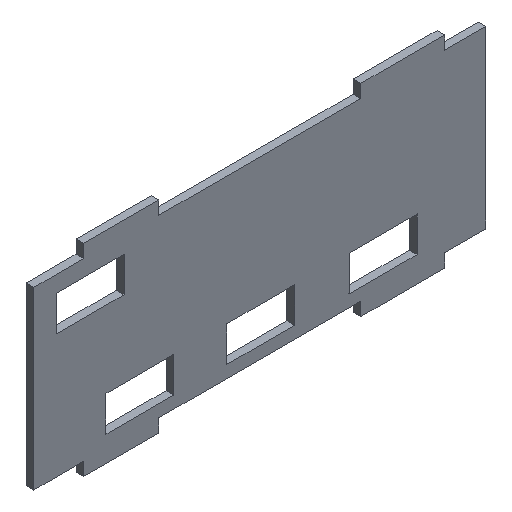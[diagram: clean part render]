
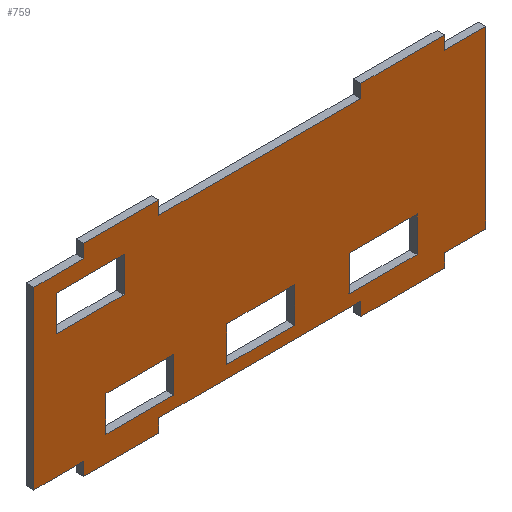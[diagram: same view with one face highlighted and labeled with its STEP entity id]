
A CAD part, isometric view. The second image highlights one B-rep face of the part: STEP entity #759.
In plain terms, the highlighted planar face has unit normal (0, -1, 0).
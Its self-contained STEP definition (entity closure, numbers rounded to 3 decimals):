
#19=FACE_BOUND('',#68,.T.);
#20=FACE_BOUND('',#69,.T.);
#21=FACE_BOUND('',#70,.T.);
#22=FACE_BOUND('',#71,.T.);
#25=FACE_OUTER_BOUND('',#67,.T.);
#67=EDGE_LOOP('',(#543,#544,#545,#546,#547,#548,#549,#550,#551,#552,#553,
#554,#555,#556,#557,#558,#559,#560,#561,#562));
#68=EDGE_LOOP('',(#563,#564,#565,#566));
#69=EDGE_LOOP('',(#567,#568,#569,#570));
#70=EDGE_LOOP('',(#571,#572,#573,#574));
#71=EDGE_LOOP('',(#575,#576,#577,#578));
#143=LINE('',#1110,#251);
#146=LINE('',#1115,#254);
#147=LINE('',#1117,#255);
#148=LINE('',#1119,#256);
#149=LINE('',#1121,#257);
#150=LINE('',#1123,#258);
#151=LINE('',#1125,#259);
#152=LINE('',#1127,#260);
#153=LINE('',#1129,#261);
#154=LINE('',#1131,#262);
#155=LINE('',#1133,#263);
#156=LINE('',#1135,#264);
#157=LINE('',#1137,#265);
#158=LINE('',#1139,#266);
#159=LINE('',#1141,#267);
#160=LINE('',#1143,#268);
#161=LINE('',#1145,#269);
#162=LINE('',#1147,#270);
#163=LINE('',#1149,#271);
#164=LINE('',#1150,#272);
#165=LINE('',#1153,#273);
#166=LINE('',#1155,#274);
#167=LINE('',#1157,#275);
#168=LINE('',#1158,#276);
#169=LINE('',#1161,#277);
#170=LINE('',#1163,#278);
#171=LINE('',#1165,#279);
#172=LINE('',#1166,#280);
#173=LINE('',#1169,#281);
#174=LINE('',#1171,#282);
#175=LINE('',#1173,#283);
#176=LINE('',#1174,#284);
#177=LINE('',#1177,#285);
#178=LINE('',#1179,#286);
#179=LINE('',#1181,#287);
#180=LINE('',#1182,#288);
#251=VECTOR('',#889,1.);
#254=VECTOR('',#894,1.);
#255=VECTOR('',#895,1.);
#256=VECTOR('',#896,1.);
#257=VECTOR('',#897,1.);
#258=VECTOR('',#898,1.);
#259=VECTOR('',#899,1.);
#260=VECTOR('',#900,1.);
#261=VECTOR('',#901,1.);
#262=VECTOR('',#902,1.);
#263=VECTOR('',#903,1.);
#264=VECTOR('',#904,1.);
#265=VECTOR('',#905,1.);
#266=VECTOR('',#906,1.);
#267=VECTOR('',#907,1.);
#268=VECTOR('',#908,1.);
#269=VECTOR('',#909,1.);
#270=VECTOR('',#910,1.);
#271=VECTOR('',#911,1.);
#272=VECTOR('',#912,1.);
#273=VECTOR('',#913,1.);
#274=VECTOR('',#914,1.);
#275=VECTOR('',#915,1.);
#276=VECTOR('',#916,1.);
#277=VECTOR('',#917,1.);
#278=VECTOR('',#918,1.);
#279=VECTOR('',#919,1.);
#280=VECTOR('',#920,1.);
#281=VECTOR('',#921,1.);
#282=VECTOR('',#922,1.);
#283=VECTOR('',#923,1.);
#284=VECTOR('',#924,1.);
#285=VECTOR('',#925,1.);
#286=VECTOR('',#926,1.);
#287=VECTOR('',#927,1.);
#288=VECTOR('',#928,1.);
#359=VERTEX_POINT('',#1108);
#360=VERTEX_POINT('',#1109);
#361=VERTEX_POINT('',#1114);
#362=VERTEX_POINT('',#1116);
#363=VERTEX_POINT('',#1118);
#364=VERTEX_POINT('',#1120);
#365=VERTEX_POINT('',#1122);
#366=VERTEX_POINT('',#1124);
#367=VERTEX_POINT('',#1126);
#368=VERTEX_POINT('',#1128);
#369=VERTEX_POINT('',#1130);
#370=VERTEX_POINT('',#1132);
#371=VERTEX_POINT('',#1134);
#372=VERTEX_POINT('',#1136);
#373=VERTEX_POINT('',#1138);
#374=VERTEX_POINT('',#1140);
#375=VERTEX_POINT('',#1142);
#376=VERTEX_POINT('',#1144);
#377=VERTEX_POINT('',#1146);
#378=VERTEX_POINT('',#1148);
#379=VERTEX_POINT('',#1151);
#380=VERTEX_POINT('',#1152);
#381=VERTEX_POINT('',#1154);
#382=VERTEX_POINT('',#1156);
#383=VERTEX_POINT('',#1159);
#384=VERTEX_POINT('',#1160);
#385=VERTEX_POINT('',#1162);
#386=VERTEX_POINT('',#1164);
#387=VERTEX_POINT('',#1167);
#388=VERTEX_POINT('',#1168);
#389=VERTEX_POINT('',#1170);
#390=VERTEX_POINT('',#1172);
#391=VERTEX_POINT('',#1175);
#392=VERTEX_POINT('',#1176);
#393=VERTEX_POINT('',#1178);
#394=VERTEX_POINT('',#1180);
#431=EDGE_CURVE('',#359,#360,#143,.T.);
#434=EDGE_CURVE('',#361,#359,#146,.T.);
#435=EDGE_CURVE('',#361,#362,#147,.T.);
#436=EDGE_CURVE('',#362,#363,#148,.T.);
#437=EDGE_CURVE('',#364,#363,#149,.T.);
#438=EDGE_CURVE('',#365,#364,#150,.T.);
#439=EDGE_CURVE('',#366,#365,#151,.T.);
#440=EDGE_CURVE('',#366,#367,#152,.T.);
#441=EDGE_CURVE('',#367,#368,#153,.T.);
#442=EDGE_CURVE('',#368,#369,#154,.T.);
#443=EDGE_CURVE('',#370,#369,#155,.T.);
#444=EDGE_CURVE('',#370,#371,#156,.T.);
#445=EDGE_CURVE('',#372,#371,#157,.T.);
#446=EDGE_CURVE('',#372,#373,#158,.T.);
#447=EDGE_CURVE('',#373,#374,#159,.T.);
#448=EDGE_CURVE('',#374,#375,#160,.T.);
#449=EDGE_CURVE('',#376,#375,#161,.T.);
#450=EDGE_CURVE('',#376,#377,#162,.T.);
#451=EDGE_CURVE('',#378,#377,#163,.T.);
#452=EDGE_CURVE('',#360,#378,#164,.T.);
#453=EDGE_CURVE('',#379,#380,#165,.T.);
#454=EDGE_CURVE('',#380,#381,#166,.T.);
#455=EDGE_CURVE('',#381,#382,#167,.T.);
#456=EDGE_CURVE('',#382,#379,#168,.T.);
#457=EDGE_CURVE('',#383,#384,#169,.T.);
#458=EDGE_CURVE('',#385,#384,#170,.T.);
#459=EDGE_CURVE('',#385,#386,#171,.T.);
#460=EDGE_CURVE('',#386,#383,#172,.T.);
#461=EDGE_CURVE('',#387,#388,#173,.T.);
#462=EDGE_CURVE('',#388,#389,#174,.T.);
#463=EDGE_CURVE('',#389,#390,#175,.T.);
#464=EDGE_CURVE('',#390,#387,#176,.T.);
#465=EDGE_CURVE('',#391,#392,#177,.T.);
#466=EDGE_CURVE('',#392,#393,#178,.T.);
#467=EDGE_CURVE('',#393,#394,#179,.T.);
#468=EDGE_CURVE('',#394,#391,#180,.T.);
#543=ORIENTED_EDGE('',*,*,#431,.F.);
#544=ORIENTED_EDGE('',*,*,#434,.F.);
#545=ORIENTED_EDGE('',*,*,#435,.T.);
#546=ORIENTED_EDGE('',*,*,#436,.T.);
#547=ORIENTED_EDGE('',*,*,#437,.F.);
#548=ORIENTED_EDGE('',*,*,#438,.F.);
#549=ORIENTED_EDGE('',*,*,#439,.F.);
#550=ORIENTED_EDGE('',*,*,#440,.T.);
#551=ORIENTED_EDGE('',*,*,#441,.T.);
#552=ORIENTED_EDGE('',*,*,#442,.T.);
#553=ORIENTED_EDGE('',*,*,#443,.F.);
#554=ORIENTED_EDGE('',*,*,#444,.T.);
#555=ORIENTED_EDGE('',*,*,#445,.F.);
#556=ORIENTED_EDGE('',*,*,#446,.T.);
#557=ORIENTED_EDGE('',*,*,#447,.T.);
#558=ORIENTED_EDGE('',*,*,#448,.T.);
#559=ORIENTED_EDGE('',*,*,#449,.F.);
#560=ORIENTED_EDGE('',*,*,#450,.T.);
#561=ORIENTED_EDGE('',*,*,#451,.F.);
#562=ORIENTED_EDGE('',*,*,#452,.F.);
#563=ORIENTED_EDGE('',*,*,#453,.T.);
#564=ORIENTED_EDGE('',*,*,#454,.T.);
#565=ORIENTED_EDGE('',*,*,#455,.T.);
#566=ORIENTED_EDGE('',*,*,#456,.T.);
#567=ORIENTED_EDGE('',*,*,#457,.T.);
#568=ORIENTED_EDGE('',*,*,#458,.F.);
#569=ORIENTED_EDGE('',*,*,#459,.T.);
#570=ORIENTED_EDGE('',*,*,#460,.T.);
#571=ORIENTED_EDGE('',*,*,#461,.T.);
#572=ORIENTED_EDGE('',*,*,#462,.T.);
#573=ORIENTED_EDGE('',*,*,#463,.T.);
#574=ORIENTED_EDGE('',*,*,#464,.T.);
#575=ORIENTED_EDGE('',*,*,#465,.T.);
#576=ORIENTED_EDGE('',*,*,#466,.T.);
#577=ORIENTED_EDGE('',*,*,#467,.T.);
#578=ORIENTED_EDGE('',*,*,#468,.T.);
#721=PLANE('',#811);
#759=ADVANCED_FACE('',(#25,#19,#20,#21,#22),#721,.T.);
#811=AXIS2_PLACEMENT_3D('',#1113,#892,#893);
#889=DIRECTION('',(0.,0.,1.));
#892=DIRECTION('center_axis',(0.,-1.,0.));
#893=DIRECTION('ref_axis',(0.,0.,-1.));
#894=DIRECTION('',(-1.,0.,0.));
#895=DIRECTION('',(0.,0.,-1.));
#896=DIRECTION('',(1.,0.,0.));
#897=DIRECTION('',(0.,0.,-1.));
#898=DIRECTION('',(-1.,0.,0.));
#899=DIRECTION('',(0.,0.,1.));
#900=DIRECTION('',(1.,0.,0.));
#901=DIRECTION('',(0.,0.,1.));
#902=DIRECTION('',(1.,0.,0.));
#903=DIRECTION('',(0.,0.,-1.));
#904=DIRECTION('',(-1.,0.,0.));
#905=DIRECTION('',(0.,0.,-1.));
#906=DIRECTION('',(-1.,0.,0.));
#907=DIRECTION('',(0.,0.,-1.));
#908=DIRECTION('',(-1.,0.,0.));
#909=DIRECTION('',(0.,0.,-1.));
#910=DIRECTION('',(-1.,0.,0.));
#911=DIRECTION('',(0.,0.,1.));
#912=DIRECTION('',(1.,0.,0.));
#913=DIRECTION('',(0.,0.,1.));
#914=DIRECTION('',(1.,0.,0.));
#915=DIRECTION('',(0.,0.,-1.));
#916=DIRECTION('',(-1.,0.,0.));
#917=DIRECTION('',(-1.,0.,0.));
#918=DIRECTION('',(0.,0.,-1.));
#919=DIRECTION('',(1.,0.,0.));
#920=DIRECTION('',(0.,0.,-1.));
#921=DIRECTION('',(1.,0.,0.));
#922=DIRECTION('',(0.,0.,-1.));
#923=DIRECTION('',(-1.,0.,0.));
#924=DIRECTION('',(0.,0.,1.));
#925=DIRECTION('',(0.,0.,1.));
#926=DIRECTION('',(1.,0.,0.));
#927=DIRECTION('',(0.,0.,-1.));
#928=DIRECTION('',(-1.,0.,0.));
#1108=CARTESIAN_POINT('',(0.,0.,3.139));
#1109=CARTESIAN_POINT('',(0.,0.,44.471));
#1110=CARTESIAN_POINT('',(0.,0.,3.139));
#1113=CARTESIAN_POINT('Origin',(53.291,0.,23.794));
#1114=CARTESIAN_POINT('',(11.759,0.,3.139));
#1115=CARTESIAN_POINT('',(11.759,0.,3.139));
#1116=CARTESIAN_POINT('',(11.759,0.,0.));
#1117=CARTESIAN_POINT('',(11.759,0.,3.139));
#1118=CARTESIAN_POINT('',(29.459,0.,0.));
#1119=CARTESIAN_POINT('',(11.759,0.,0.));
#1120=CARTESIAN_POINT('',(29.459,0.,3.139));
#1121=CARTESIAN_POINT('',(29.459,0.,3.139));
#1122=CARTESIAN_POINT('',(77.042,0.,3.139));
#1123=CARTESIAN_POINT('',(77.042,0.,3.139));
#1124=CARTESIAN_POINT('',(77.042,0.,0.));
#1125=CARTESIAN_POINT('',(77.042,0.,0.));
#1126=CARTESIAN_POINT('',(96.818,0.,0.));
#1127=CARTESIAN_POINT('',(77.042,0.,0.));
#1128=CARTESIAN_POINT('',(96.818,0.,3.139));
#1129=CARTESIAN_POINT('',(96.818,0.,0.));
#1130=CARTESIAN_POINT('',(106.5,0.,3.139));
#1131=CARTESIAN_POINT('',(96.818,0.,3.139));
#1132=CARTESIAN_POINT('',(106.5,0.,44.471));
#1133=CARTESIAN_POINT('',(106.5,0.,44.471));
#1134=CARTESIAN_POINT('',(96.818,0.,44.471));
#1135=CARTESIAN_POINT('',(106.5,0.,44.471));
#1136=CARTESIAN_POINT('',(96.818,0.,47.583));
#1137=CARTESIAN_POINT('',(96.818,0.,47.583));
#1138=CARTESIAN_POINT('',(77.042,0.,47.583));
#1139=CARTESIAN_POINT('',(96.818,0.,47.583));
#1140=CARTESIAN_POINT('',(77.042,0.,44.471));
#1141=CARTESIAN_POINT('',(77.042,0.,47.583));
#1142=CARTESIAN_POINT('',(29.459,0.,44.471));
#1143=CARTESIAN_POINT('',(77.042,0.,44.471));
#1144=CARTESIAN_POINT('',(29.459,0.,47.583));
#1145=CARTESIAN_POINT('',(29.459,0.,47.583));
#1146=CARTESIAN_POINT('',(11.759,0.,47.583));
#1147=CARTESIAN_POINT('',(29.459,0.,47.583));
#1148=CARTESIAN_POINT('',(11.759,0.,44.471));
#1149=CARTESIAN_POINT('',(11.759,0.,44.471));
#1150=CARTESIAN_POINT('',(0.,0.,44.471));
#1151=CARTESIAN_POINT('',(74.293,0.,6.017));
#1152=CARTESIAN_POINT('',(74.293,0.,14.317));
#1153=CARTESIAN_POINT('',(74.293,0.,6.017));
#1154=CARTESIAN_POINT('',(90.293,0.,14.317));
#1155=CARTESIAN_POINT('',(74.293,0.,14.317));
#1156=CARTESIAN_POINT('',(90.293,0.,6.017));
#1157=CARTESIAN_POINT('',(90.293,0.,14.317));
#1158=CARTESIAN_POINT('',(90.293,0.,6.017));
#1159=CARTESIAN_POINT('',(21.264,0.,32.342));
#1160=CARTESIAN_POINT('',(5.264,0.,32.342));
#1161=CARTESIAN_POINT('',(21.264,0.,32.342));
#1162=CARTESIAN_POINT('',(5.264,0.,40.642));
#1163=CARTESIAN_POINT('',(5.264,0.,40.642));
#1164=CARTESIAN_POINT('',(21.264,0.,40.642));
#1165=CARTESIAN_POINT('',(5.264,0.,40.642));
#1166=CARTESIAN_POINT('',(21.264,0.,40.642));
#1167=CARTESIAN_POINT('',(16.995,0.,14.317));
#1168=CARTESIAN_POINT('',(32.995,0.,14.317));
#1169=CARTESIAN_POINT('',(16.995,0.,14.317));
#1170=CARTESIAN_POINT('',(32.995,0.,6.017));
#1171=CARTESIAN_POINT('',(32.995,0.,14.317));
#1172=CARTESIAN_POINT('',(16.995,0.,6.017));
#1173=CARTESIAN_POINT('',(32.995,0.,6.017));
#1174=CARTESIAN_POINT('',(16.995,0.,6.017));
#1175=CARTESIAN_POINT('',(45.444,0.,6.017));
#1176=CARTESIAN_POINT('',(45.444,0.,14.317));
#1177=CARTESIAN_POINT('',(45.444,0.,6.017));
#1178=CARTESIAN_POINT('',(61.444,0.,14.317));
#1179=CARTESIAN_POINT('',(45.444,0.,14.317));
#1180=CARTESIAN_POINT('',(61.444,0.,6.017));
#1181=CARTESIAN_POINT('',(61.444,0.,14.317));
#1182=CARTESIAN_POINT('',(61.444,0.,6.017));
